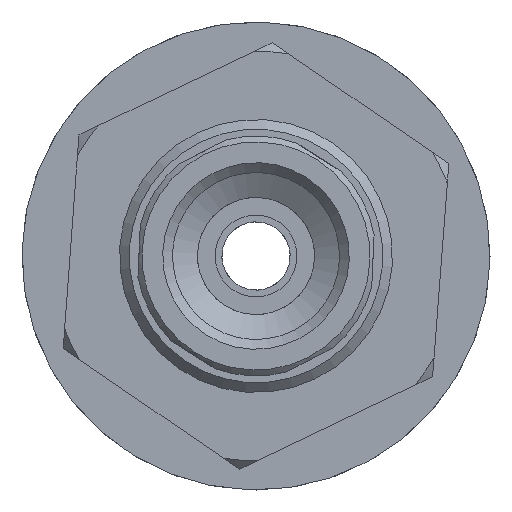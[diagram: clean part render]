
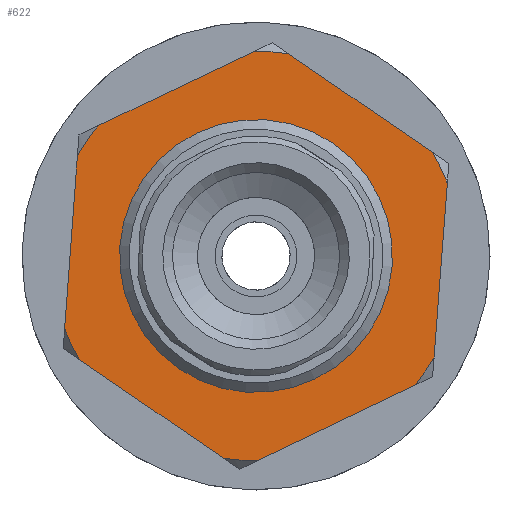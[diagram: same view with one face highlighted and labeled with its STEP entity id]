
A CAD part, front view. The second image highlights one B-rep face of the part: STEP entity #622.
In plain terms, the highlighted face is planar.
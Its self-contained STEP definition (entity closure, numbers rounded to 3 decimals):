
#622=ADVANCED_FACE('',(#1163,#1164),#1165,.T.);
#1163=FACE_BOUND('',#3625,.T.);
#1164=FACE_OUTER_BOUND('',#3626,.T.);
#1165=PLANE('',#3627);
#3625=EDGE_LOOP('',(#4557));
#3626=EDGE_LOOP('',(#4558,#4559,#4560,#4561,#4562,#4563,#4564,#4565,#4566,#4567,#4568,#4569));
#3627=AXIS2_PLACEMENT_3D('',#4570,#4571,#4572);
#4557=ORIENTED_EDGE('',*,*,#5055,.F.);
#4558=ORIENTED_EDGE('',*,*,#5052,.F.);
#4559=ORIENTED_EDGE('',*,*,#5057,.T.);
#4560=ORIENTED_EDGE('',*,*,#5058,.F.);
#4561=ORIENTED_EDGE('',*,*,#5059,.T.);
#4562=ORIENTED_EDGE('',*,*,#5060,.F.);
#4563=ORIENTED_EDGE('',*,*,#5061,.T.);
#4564=ORIENTED_EDGE('',*,*,#5062,.F.);
#4565=ORIENTED_EDGE('',*,*,#5063,.T.);
#4566=ORIENTED_EDGE('',*,*,#5064,.F.);
#4567=ORIENTED_EDGE('',*,*,#5065,.T.);
#4568=ORIENTED_EDGE('',*,*,#5066,.F.);
#4569=ORIENTED_EDGE('',*,*,#5067,.T.);
#4570=CARTESIAN_POINT('',(17.321,10.0,0.0));
#4571=DIRECTION('',(0.0,0.0,1.0));
#4572=DIRECTION('',(1.0,0.0,0.0));
#5052=EDGE_CURVE('',#5603,#5591,#5605,.T.);
#5055=EDGE_CURVE('',#5609,#5609,#5610,.T.);
#5057=EDGE_CURVE('',#5603,#5612,#5613,.T.);
#5058=EDGE_CURVE('',#5614,#5612,#5615,.T.);
#5059=EDGE_CURVE('',#5614,#5616,#5617,.T.);
#5060=EDGE_CURVE('',#5618,#5616,#5619,.T.);
#5061=EDGE_CURVE('',#5618,#5620,#5621,.T.);
#5062=EDGE_CURVE('',#5622,#5620,#5623,.T.);
#5063=EDGE_CURVE('',#5622,#5624,#5625,.T.);
#5064=EDGE_CURVE('',#5626,#5624,#5627,.T.);
#5065=EDGE_CURVE('',#5626,#5628,#5629,.T.);
#5066=EDGE_CURVE('',#5630,#5628,#5631,.T.);
#5067=EDGE_CURVE('',#5630,#5591,#5632,.T.);
#5591=VERTEX_POINT('',#7135);
#5603=VERTEX_POINT('',#7159);
#5605=LINE('',#7164,#7165);
#5609=VERTEX_POINT('',#7169);
#5610=CIRCLE('',#7170,6.188);
#5612=VERTEX_POINT('',#7172);
#5613=CIRCLE('',#7173,10.499);
#5614=VERTEX_POINT('',#7174);
#5615=LINE('',#7175,#7176);
#5616=VERTEX_POINT('',#7177);
#5617=CIRCLE('',#7178,10.499);
#5618=VERTEX_POINT('',#7179);
#5619=LINE('',#7180,#7181);
#5620=VERTEX_POINT('',#7182);
#5621=CIRCLE('',#7183,10.499);
#5622=VERTEX_POINT('',#7184);
#5623=LINE('',#7185,#7186);
#5624=VERTEX_POINT('',#7187);
#5625=CIRCLE('',#7188,10.499);
#5626=VERTEX_POINT('',#7189);
#5627=LINE('',#7190,#7191);
#5628=VERTEX_POINT('',#7192);
#5629=CIRCLE('',#7193,10.499);
#5630=VERTEX_POINT('',#7194);
#5631=LINE('',#7195,#7196);
#5632=CIRCLE('',#7197,10.499);
#7135=CARTESIAN_POINT('',(10.457,0.933,0.0));
#7159=CARTESIAN_POINT('',(5.997,8.617,0.0));
#7164=CARTESIAN_POINT('',(5.485,9.5,0.0));
#7165=VECTOR('',#7693,1.0);
#7169=CARTESIAN_POINT('',(6.188,0.0,0.0));
#7170=AXIS2_PLACEMENT_3D('',#7697,#7698,#7699);
#7172=CARTESIAN_POINT('',(4.469,9.5,0.0));
#7173=AXIS2_PLACEMENT_3D('',#7700,#7701,#7702);
#7174=CARTESIAN_POINT('',(-4.469,9.5,0.0));
#7175=CARTESIAN_POINT('',(-5.485,9.5,0.0));
#7176=VECTOR('',#7703,1.0);
#7177=CARTESIAN_POINT('',(-5.993,8.621,0.0));
#7178=AXIS2_PLACEMENT_3D('',#7704,#7705,#7706);
#7179=CARTESIAN_POINT('',(-10.462,0.879,0.0));
#7180=CARTESIAN_POINT('',(-10.97,0.0,0.0));
#7181=VECTOR('',#7707,1.0);
#7182=CARTESIAN_POINT('',(-10.462,-0.879,0.0));
#7183=AXIS2_PLACEMENT_3D('',#7708,#7709,#7710);
#7184=CARTESIAN_POINT('',(-5.993,-8.621,0.0));
#7185=CARTESIAN_POINT('',(-5.485,-9.5,0.0));
#7186=VECTOR('',#7711,1.0);
#7187=CARTESIAN_POINT('',(-4.469,-9.5,0.0));
#7188=AXIS2_PLACEMENT_3D('',#7712,#7713,#7714);
#7189=CARTESIAN_POINT('',(4.469,-9.5,0.0));
#7190=CARTESIAN_POINT('',(5.485,-9.5,0.0));
#7191=VECTOR('',#7715,1.0);
#7192=CARTESIAN_POINT('',(5.997,-8.617,0.0));
#7193=AXIS2_PLACEMENT_3D('',#7716,#7717,#7718);
#7194=CARTESIAN_POINT('',(10.457,-0.933,0.0));
#7195=CARTESIAN_POINT('',(10.999,0.0,0.0));
#7196=VECTOR('',#7719,1.0);
#7197=AXIS2_PLACEMENT_3D('',#7720,#7721,#7722);
#7693=DIRECTION('',(0.502,-0.865,0.0));
#7697=CARTESIAN_POINT('',(0.,0.0,0.0));
#7698=DIRECTION('',(0.0,0.0,1.0));
#7699=DIRECTION('',(1.0,0.0,0.0));
#7700=CARTESIAN_POINT('',(0.0,0.0,0.0));
#7701=DIRECTION('',(0.0,0.0,1.0));
#7702=DIRECTION('',(1.0,0.0,0.0));
#7703=DIRECTION('',(1.0,0.0,0.0));
#7704=CARTESIAN_POINT('',(0.0,0.0,0.0));
#7705=DIRECTION('',(0.0,0.0,1.0));
#7706=DIRECTION('',(1.0,0.0,0.0));
#7707=DIRECTION('',(0.5,0.866,0.0));
#7708=CARTESIAN_POINT('',(0.0,0.0,0.0));
#7709=DIRECTION('',(0.0,0.0,1.0));
#7710=DIRECTION('',(1.0,0.0,0.0));
#7711=DIRECTION('',(-0.5,0.866,0.0));
#7712=CARTESIAN_POINT('',(0.0,0.0,0.0));
#7713=DIRECTION('',(0.0,0.0,1.0));
#7714=DIRECTION('',(1.0,0.0,0.0));
#7715=DIRECTION('',(-1.0,0.0,0.0));
#7716=CARTESIAN_POINT('',(0.0,0.0,0.0));
#7717=DIRECTION('',(0.0,0.0,1.0));
#7718=DIRECTION('',(1.0,0.0,0.0));
#7719=DIRECTION('',(-0.502,-0.865,0.0));
#7720=CARTESIAN_POINT('',(0.0,0.0,0.0));
#7721=DIRECTION('',(0.0,0.0,1.0));
#7722=DIRECTION('',(1.0,0.0,0.0));
